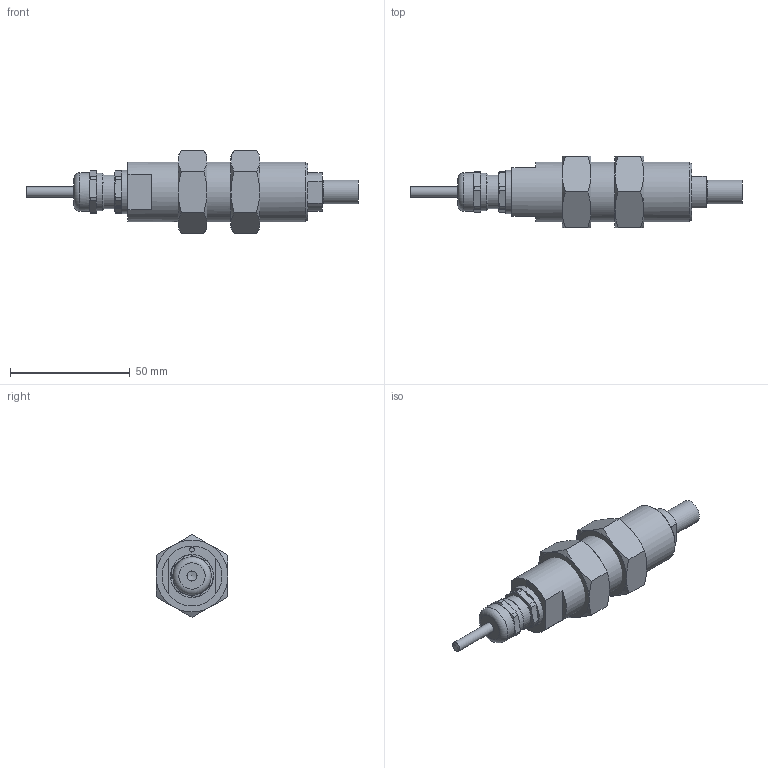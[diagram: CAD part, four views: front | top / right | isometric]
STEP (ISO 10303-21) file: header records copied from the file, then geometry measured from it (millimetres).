
FILE_DESCRIPTION (( 'STEP AP214' ), '1' );
FILE_NAME ('a_ZAD10N...1000N-T STEP.STEP', '2024-12-16T10:09:12', ( '' ), ( '' ), 'SwSTEP 2.0', 'SolidWorks 2023', '' );
FILE_SCHEMA (( 'AUTOMOTIVE_DESIGN' ));
Length unit declared in the file: millimetre
Products named in the file (1): a_ZAD10N...1000N-T STEP
Bounding box: 138.5 x 30 x 34.64 mm (x, y, z)
Volume: 50302 mm3; surface area: 24200.5 mm2
Topology: 7 solids, 8 shells, 203 faces, 474 edges, 301 vertices
Faces by surface type: plane 92, cylinder 61, cone 46, torus 4
Full cylindrical faces by diameter (mm): 2 x2, 3.5 x1, 4.2 x3, 5 x1, 10 x1, 10.16 x2, 12 x2, 14 x2, 14.5 x1, 15.68 x1, 15.748 x1, 15.9 x1, 15.98 x1, 16 x2, 16.8 x1, 18 x1, 23.5 x2, 25 x1
Entity records: 6047 total; most frequent: CARTESIAN_POINT 1564, DIRECTION 914, ORIENTED_EDGE 842, EDGE_CURVE 421, AXIS2_PLACEMENT_3D 372, VERTEX_POINT 288, EDGE_LOOP 271, FACE_OUTER_BOUND 233
